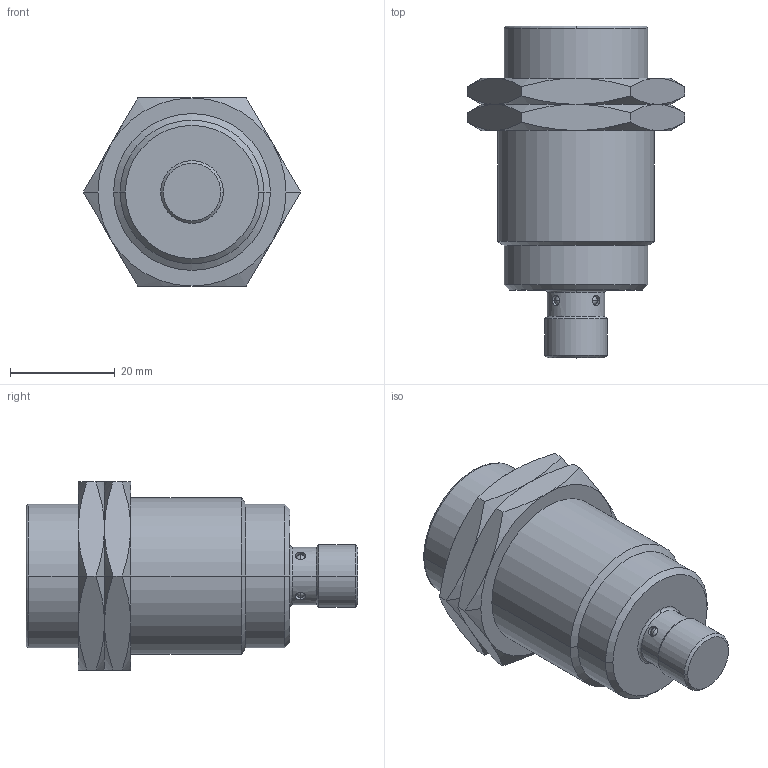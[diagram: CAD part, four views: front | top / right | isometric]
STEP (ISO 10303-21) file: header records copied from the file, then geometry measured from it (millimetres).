
FILE_DESCRIPTION(('STEP AP203'),'1');
FILE_NAME(' ',' ',('TraceParts'),('TraceParts S.A.'),'XStep 1.0',' ',' ');
FILE_SCHEMA(('CONFIG_CONTROL_DESIGN'));
Length unit declared in the file: millimetre
Products named in the file (3): 1; 2; 3
Bounding box: 41.57 x 63.5 x 36 mm (x, y, z)
Volume: 39659.5 mm3; surface area: 10124.9 mm2
Topology: 3 solids, 3 shells, 107 faces, 238 edges, 138 vertices
Faces by surface type: cone 50, plane 23, cylinder 22, sphere 8, torus 4
Entity records: 3198 total; most frequent: CARTESIAN_POINT 806, DIRECTION 508, ORIENTED_EDGE 460, EDGE_CURVE 230, AXIS2_PLACEMENT_3D 224, VERTEX_POINT 138, EDGE_LOOP 120, CIRCLE 114
